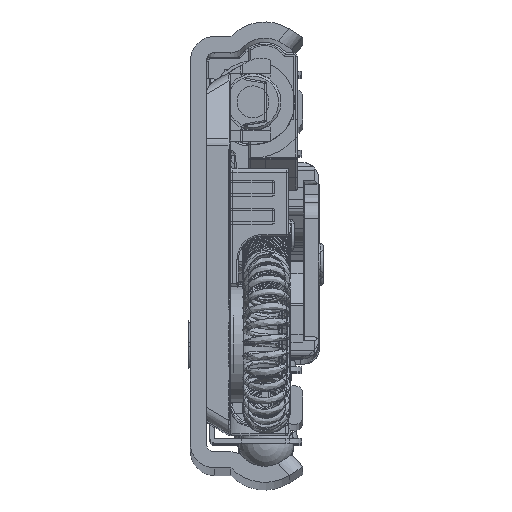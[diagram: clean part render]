
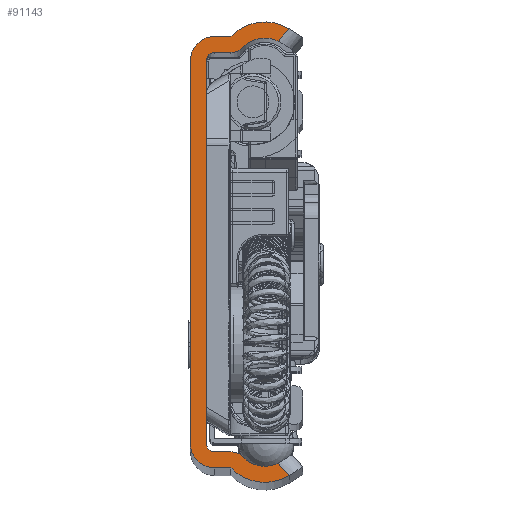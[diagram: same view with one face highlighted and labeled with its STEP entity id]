
A CAD part, top view. The second image highlights one B-rep face of the part: STEP entity #91143.
In plain terms, the highlighted planar face has unit normal (0, 0, 1).
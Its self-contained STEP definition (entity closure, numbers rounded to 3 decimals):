
#10681=FACE_OUTER_BOUND('',#15668,.T.);
#15668=EDGE_LOOP('',(#62479,#62480,#62481,#62482,#62483,#62484,#62485,#62486,
#62487,#62488,#62489,#62490,#62491,#62492,#62493,#62494,#62495,#62496));
#20991=CIRCLE('',#96452,5.8);
#20992=CIRCLE('',#96462,5.8);
#20993=CIRCLE('',#96466,3.8);
#20994=CIRCLE('',#96467,2.);
#20995=CIRCLE('',#96468,1.);
#20996=CIRCLE('',#96469,1.);
#20997=CIRCLE('',#96470,2.);
#20998=CIRCLE('',#96471,3.8);
#20999=CIRCLE('',#96472,3.);
#21000=CIRCLE('',#96473,3.);
#24545=LINE('',#130971,#31686);
#24575=LINE('',#131064,#31716);
#24621=LINE('',#131249,#31762);
#24622=LINE('',#131256,#31763);
#24623=LINE('',#131261,#31764);
#24624=LINE('',#131266,#31765);
#24625=LINE('',#131268,#31766);
#24626=LINE('',#131272,#31767);
#31686=VECTOR('',#105280,10.);
#31716=VECTOR('',#105368,10.);
#31762=VECTOR('',#105530,10.);
#31763=VECTOR('',#105537,10.);
#31764=VECTOR('',#105542,10.);
#31765=VECTOR('',#105547,10.);
#31766=VECTOR('',#105548,10.);
#31767=VECTOR('',#105553,10.);
#39005=VERTEX_POINT('',#130969);
#39006=VERTEX_POINT('',#130970);
#39039=VERTEX_POINT('',#131062);
#39040=VERTEX_POINT('',#131063);
#39079=VERTEX_POINT('',#131192);
#39080=VERTEX_POINT('',#131197);
#39089=VERTEX_POINT('',#131231);
#39090=VERTEX_POINT('',#131233);
#39093=VERTEX_POINT('',#131244);
#39094=VERTEX_POINT('',#131251);
#39095=VERTEX_POINT('',#131253);
#39096=VERTEX_POINT('',#131255);
#39097=VERTEX_POINT('',#131258);
#39098=VERTEX_POINT('',#131260);
#39099=VERTEX_POINT('',#131262);
#39100=VERTEX_POINT('',#131264);
#39101=VERTEX_POINT('',#131267);
#39102=VERTEX_POINT('',#131270);
#48095=EDGE_CURVE('',#39005,#39006,#24545,.T.);
#48142=EDGE_CURVE('',#39039,#39040,#24575,.T.);
#48205=EDGE_CURVE('',#39079,#39080,#20991,.T.);
#48220=EDGE_CURVE('',#39089,#39090,#20992,.T.);
#48225=EDGE_CURVE('',#39093,#39079,#24621,.T.);
#48226=EDGE_CURVE('',#39094,#39093,#20993,.T.);
#48227=EDGE_CURVE('',#39095,#39094,#20994,.T.);
#48228=EDGE_CURVE('',#39096,#39095,#24622,.T.);
#48229=EDGE_CURVE('',#39040,#39096,#20995,.T.);
#48230=EDGE_CURVE('',#39097,#39039,#20996,.T.);
#48231=EDGE_CURVE('',#39098,#39097,#24623,.T.);
#48232=EDGE_CURVE('',#39099,#39098,#20997,.T.);
#48233=EDGE_CURVE('',#39100,#39099,#20998,.T.);
#48234=EDGE_CURVE('',#39090,#39100,#24624,.T.);
#48235=EDGE_CURVE('',#39101,#39089,#24625,.T.);
#48236=EDGE_CURVE('',#39006,#39101,#20999,.T.);
#48237=EDGE_CURVE('',#39102,#39005,#21000,.T.);
#48238=EDGE_CURVE('',#39080,#39102,#24626,.T.);
#62479=ORIENTED_EDGE('',*,*,#48225,.F.);
#62480=ORIENTED_EDGE('',*,*,#48226,.F.);
#62481=ORIENTED_EDGE('',*,*,#48227,.F.);
#62482=ORIENTED_EDGE('',*,*,#48228,.F.);
#62483=ORIENTED_EDGE('',*,*,#48229,.F.);
#62484=ORIENTED_EDGE('',*,*,#48142,.F.);
#62485=ORIENTED_EDGE('',*,*,#48230,.F.);
#62486=ORIENTED_EDGE('',*,*,#48231,.F.);
#62487=ORIENTED_EDGE('',*,*,#48232,.F.);
#62488=ORIENTED_EDGE('',*,*,#48233,.F.);
#62489=ORIENTED_EDGE('',*,*,#48234,.F.);
#62490=ORIENTED_EDGE('',*,*,#48220,.F.);
#62491=ORIENTED_EDGE('',*,*,#48235,.F.);
#62492=ORIENTED_EDGE('',*,*,#48236,.F.);
#62493=ORIENTED_EDGE('',*,*,#48095,.F.);
#62494=ORIENTED_EDGE('',*,*,#48237,.F.);
#62495=ORIENTED_EDGE('',*,*,#48238,.F.);
#62496=ORIENTED_EDGE('',*,*,#48205,.F.);
#88847=PLANE('',#96465);
#91143=ADVANCED_FACE('',(#10681),#88847,.T.);
#96452=AXIS2_PLACEMENT_3D('',#131198,#105495,#105496);
#96462=AXIS2_PLACEMENT_3D('',#131234,#105523,#105524);
#96465=AXIS2_PLACEMENT_3D('',#131250,#105531,#105532);
#96466=AXIS2_PLACEMENT_3D('',#131252,#105533,#105534);
#96467=AXIS2_PLACEMENT_3D('',#131254,#105535,#105536);
#96468=AXIS2_PLACEMENT_3D('',#131257,#105538,#105539);
#96469=AXIS2_PLACEMENT_3D('',#131259,#105540,#105541);
#96470=AXIS2_PLACEMENT_3D('',#131263,#105543,#105544);
#96471=AXIS2_PLACEMENT_3D('',#131265,#105545,#105546);
#96472=AXIS2_PLACEMENT_3D('',#131269,#105549,#105550);
#96473=AXIS2_PLACEMENT_3D('',#131271,#105551,#105552);
#105280=DIRECTION('',(0.,1.,0.));
#105368=DIRECTION('',(0.,-1.,0.));
#105495=DIRECTION('center_axis',(0.,0.,-1.));
#105496=DIRECTION('ref_axis',(0.724,0.69,0.));
#105523=DIRECTION('center_axis',(0.,0.,-1.));
#105524=DIRECTION('ref_axis',(-0.525,-0.851,0.));
#105530=DIRECTION('',(0.653,-0.757,0.));
#105531=DIRECTION('center_axis',(0.,0.,1.));
#105532=DIRECTION('ref_axis',(1.,0.,0.));
#105533=DIRECTION('center_axis',(0.,0.,1.));
#105534=DIRECTION('ref_axis',(-0.724,-0.69,0.));
#105535=DIRECTION('center_axis',(0.,0.,-1.));
#105536=DIRECTION('ref_axis',(-0.724,-0.69,0.));
#105537=DIRECTION('',(1.,0.,0.));
#105538=DIRECTION('center_axis',(0.,0.,1.));
#105539=DIRECTION('ref_axis',(-1.,0.,0.));
#105540=DIRECTION('center_axis',(0.,0.,1.));
#105541=DIRECTION('ref_axis',(0.,1.,0.));
#105542=DIRECTION('',(-1.,0.,0.));
#105543=DIRECTION('center_axis',(0.,0.,-1.));
#105544=DIRECTION('ref_axis',(0.,1.,0.));
#105545=DIRECTION('center_axis',(0.,0.,1.));
#105546=DIRECTION('ref_axis',(0.525,0.851,0.));
#105547=DIRECTION('',(-0.653,-0.757,0.));
#105548=DIRECTION('',(1.,0.,0.));
#105549=DIRECTION('center_axis',(0.,0.,-1.));
#105550=DIRECTION('ref_axis',(0.,-1.,0.));
#105551=DIRECTION('center_axis',(0.,0.,-1.));
#105552=DIRECTION('ref_axis',(1.,0.,0.));
#105553=DIRECTION('',(-1.,0.,0.));
#130969=CARTESIAN_POINT('',(-9.25,-23.9,275.));
#130970=CARTESIAN_POINT('',(-9.25,23.9,275.));
#130971=CARTESIAN_POINT('',(-9.25,-23.9,275.));
#131062=CARTESIAN_POINT('',(-7.25,23.9,275.));
#131063=CARTESIAN_POINT('',(-7.25,-23.9,275.));
#131064=CARTESIAN_POINT('',(-7.25,23.9,275.));
#131192=CARTESIAN_POINT('',(3.027,-27.848,275.));
#131197=CARTESIAN_POINT('',(-4.2,-26.9,275.));
#131198=CARTESIAN_POINT('Origin',(0.,-22.9,
275.));
#131231=CARTESIAN_POINT('',(-4.2,26.9,275.));
#131233=CARTESIAN_POINT('',(3.027,27.848,275.));
#131234=CARTESIAN_POINT('Origin',(0.,22.9,
275.));
#131244=CARTESIAN_POINT('',(1.693,-26.302,275.));
#131249=CARTESIAN_POINT('',(-6.304,-17.031,275.));
#131250=CARTESIAN_POINT('Origin',(-5.819,0.,
275.));
#131251=CARTESIAN_POINT('',(-2.752,-25.521,275.));
#131252=CARTESIAN_POINT('Origin',(0.,-22.9,
275.));
#131253=CARTESIAN_POINT('',(-4.2,-24.9,275.));
#131254=CARTESIAN_POINT('Origin',(-4.2,-26.9,275.));
#131255=CARTESIAN_POINT('',(-6.25,-24.9,275.));
#131256=CARTESIAN_POINT('',(-6.25,-24.9,275.));
#131257=CARTESIAN_POINT('Origin',(-6.25,-23.9,275.));
#131258=CARTESIAN_POINT('',(-6.25,24.9,275.));
#131259=CARTESIAN_POINT('Origin',(-6.25,23.9,275.));
#131260=CARTESIAN_POINT('',(-4.2,24.9,275.));
#131261=CARTESIAN_POINT('',(-4.2,24.9,275.));
#131262=CARTESIAN_POINT('',(-2.752,25.521,275.));
#131263=CARTESIAN_POINT('Origin',(-4.2,26.9,275.));
#131264=CARTESIAN_POINT('',(1.693,26.302,275.));
#131265=CARTESIAN_POINT('Origin',(0.,22.9,
275.));
#131266=CARTESIAN_POINT('',(-5.642,17.798,275.));
#131267=CARTESIAN_POINT('',(-6.25,26.9,275.));
#131268=CARTESIAN_POINT('',(-6.25,26.9,275.));
#131269=CARTESIAN_POINT('Origin',(-6.25,23.9,275.));
#131270=CARTESIAN_POINT('',(-6.25,-26.9,275.));
#131271=CARTESIAN_POINT('Origin',(-6.25,-23.9,275.));
#131272=CARTESIAN_POINT('',(-4.2,-26.9,275.));
